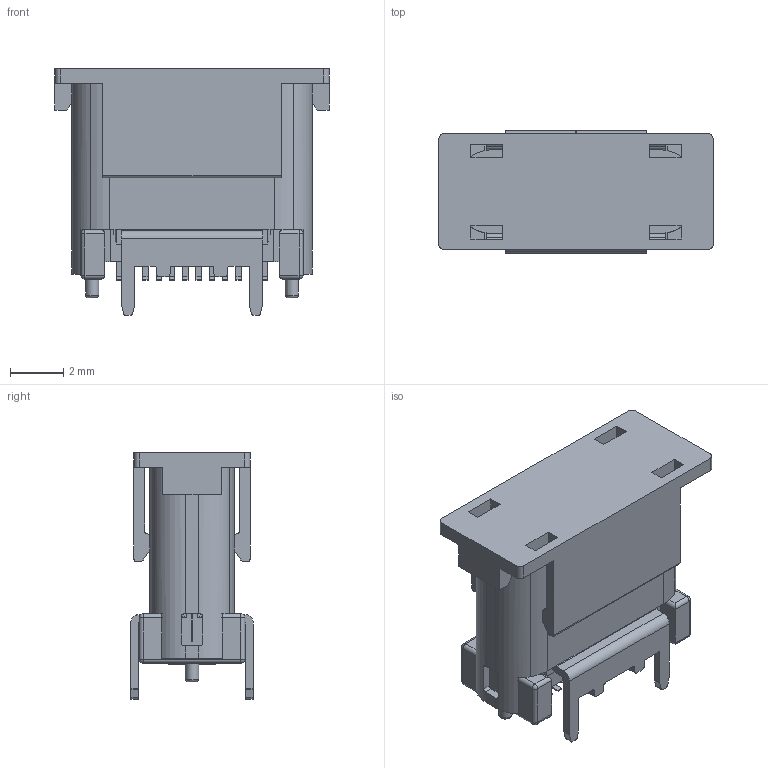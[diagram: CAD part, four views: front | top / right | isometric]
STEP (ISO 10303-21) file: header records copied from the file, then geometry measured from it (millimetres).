
FILE_DESCRIPTION(/* description */ ('Unknown'),/* implementation_level */ '2;1');
FILE_NAME(/* name */ '632722110112',/* time_stamp */ '2018-04-17T10:00:06+02:00',/* author */ ('Unknown'),/* organization */ ('Unknown'),/* preprocessor_version */ 'ST-DEVELOPER v16.7',/* originating_system */ 'DEX',/* authorisation */ $);
FILE_SCHEMA (('AUTOMOTIVE_DESIGN {1 0 10303 214 3 1 1}'));
Length unit declared in the file: millimetre
Products named in the file (9): 632722110112; 632722110112_Shielding; 632722110112_Housing; 632722110112_Shielding_2; 632722110112_Shielding_3; 632722110112_Pin_1; 632722110112_Pin_2; 632722110112_Pin_3; 632722110112_Cap
Assembly tree (31 placements, depth 2):
  632722110112
    632722110112_Shielding
    632722110112_Housing
    632722110112_Shielding_2  x2
    632722110112_Shielding_3  x2
    632722110112_Pin_1  x4
    632722110112_Pin_2  x16
    632722110112_Pin_3  x4
    632722110112_Cap
Bounding box: 10.3 x 4.6 x 9.27 mm (x, y, z)
Volume: 173.4 mm3; surface area: 1282.5 mm2
Topology: 31 solids, 31 shells, 1657 faces, 4658 edges, 2956 vertices
Faces by surface type: plane 1159, cylinder 392, bspline 96, sphere 8, torus 2
Full cylindrical faces by diameter (mm): 0.5 x2
Entity records: 36482 total; most frequent: CARTESIAN_POINT 7043, ORIENTED_EDGE 6280, DIRECTION 5624, EDGE_CURVE 3140, LINE 2482, VECTOR 2482, VERTEX_POINT 1982, AXIS2_PLACEMENT_3D 1571
